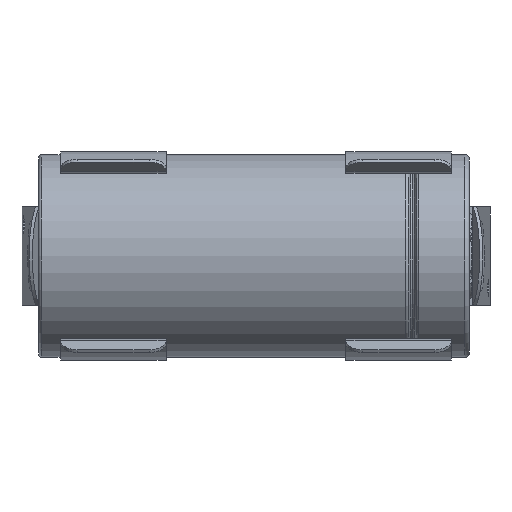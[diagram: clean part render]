
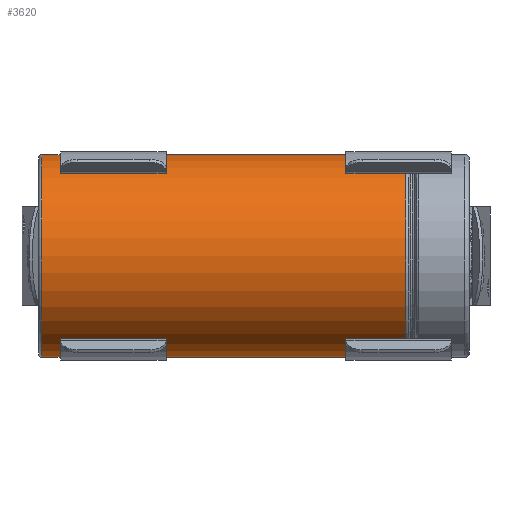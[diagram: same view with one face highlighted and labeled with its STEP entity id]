
A CAD part, top view. The second image highlights one B-rep face of the part: STEP entity #3620.
In plain terms, the highlighted cylindrical face has radius 9.15 mm (diameter 18.3 mm), a full revolution.
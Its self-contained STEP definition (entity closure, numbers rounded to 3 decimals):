
#463=LINE('',#6687,#689);
#689=VECTOR('',#5028,9.15);
#762=CYLINDRICAL_SURFACE('',#4032,9.15);
#944=FACE_OUTER_BOUND('',#1162,.T.);
#1162=EDGE_LOOP('',(#3290,#3291,#3292,#3293));
#1371=CIRCLE('',#4023,9.15);
#1377=CIRCLE('',#4033,9.15);
#1735=VERTEX_POINT('',#6669);
#1740=VERTEX_POINT('',#6685);
#2254=EDGE_CURVE('',#1735,#1735,#1371,.T.);
#2261=EDGE_CURVE('',#1740,#1740,#1377,.T.);
#2262=EDGE_CURVE('',#1740,#1735,#463,.T.);
#3290=ORIENTED_EDGE('',*,*,#2261,.F.);
#3291=ORIENTED_EDGE('',*,*,#2262,.T.);
#3292=ORIENTED_EDGE('',*,*,#2254,.T.);
#3293=ORIENTED_EDGE('',*,*,#2262,.F.);
#3620=ADVANCED_FACE('',(#944),#762,.T.);
#4023=AXIS2_PLACEMENT_3D('',#6670,#5005,#5006);
#4032=AXIS2_PLACEMENT_3D('',#6684,#5024,#5025);
#4033=AXIS2_PLACEMENT_3D('',#6686,#5026,#5027);
#5005=DIRECTION('center_axis',(0.,0.,1.));
#5006=DIRECTION('ref_axis',(1.,0.,0.));
#5024=DIRECTION('center_axis',(0.,0.,1.));
#5025=DIRECTION('ref_axis',(1.,0.,0.));
#5026=DIRECTION('center_axis',(0.,0.,1.));
#5027=DIRECTION('ref_axis',(1.,0.,0.));
#5028=DIRECTION('',(0.,0.,-1.));
#6669=CARTESIAN_POINT('',(-9.15,0.,-19.325));
#6670=CARTESIAN_POINT('Origin',(0.,0.,-19.325));
#6684=CARTESIAN_POINT('Origin',(0.,0.,27.603));
#6685=CARTESIAN_POINT('',(-9.15,0.,13.538));
#6686=CARTESIAN_POINT('Origin',(0.,0.,13.538));
#6687=CARTESIAN_POINT('',(-9.15,0.,27.603));
